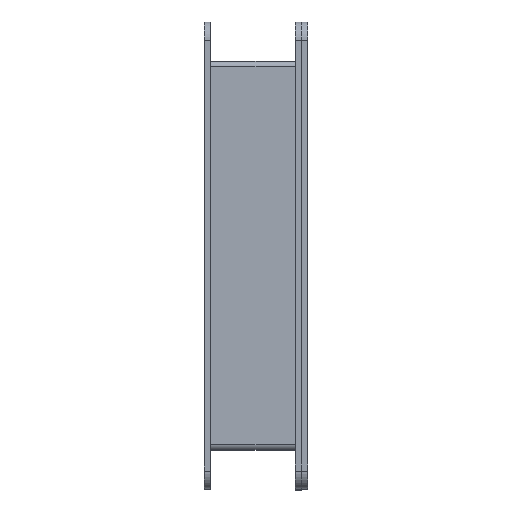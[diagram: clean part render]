
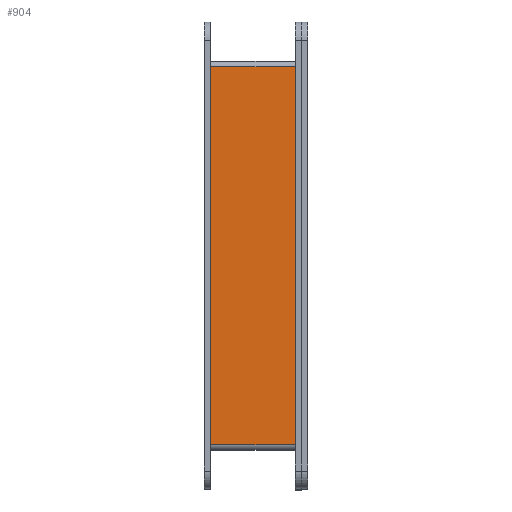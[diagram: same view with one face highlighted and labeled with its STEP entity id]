
A CAD part, top view. The second image highlights one B-rep face of the part: STEP entity #904.
In plain terms, the highlighted planar face has unit normal (0, 0, 1).
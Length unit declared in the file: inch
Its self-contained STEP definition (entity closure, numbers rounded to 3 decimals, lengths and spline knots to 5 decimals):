
#177 = ORIENTED_EDGE ( 'NONE', *, *, #1256, .F. ) ;
#188 = LINE ( 'NONE', #2294, #2356 ) ;
#741 = VERTEX_POINT ( 'NONE', #3053 ) ;
#849 = EDGE_CURVE ( 'NONE', #2546, #2713, #188, .T. ) ;
#898 = VECTOR ( 'NONE', #2873, 39.37008 ) ;
#904 = ADVANCED_FACE ( 'NONE', ( #2314 ), #1554, .F. ) ;
#987 = CARTESIAN_POINT ( 'NONE',  ( -0.875, -3.892, 4. ) ) ;
#1147 = CARTESIAN_POINT ( 'NONE',  ( 0.875, 3.892, 4. ) ) ;
#1158 = DIRECTION ( 'NONE',  ( 0., 0., -1. ) ) ;
#1169 = VERTEX_POINT ( 'NONE', #1147 ) ;
#1256 = EDGE_CURVE ( 'NONE', #2713, #1169, #1672, .T. ) ;
#1332 = DIRECTION ( 'NONE',  ( 0., 1., 0. ) ) ;
#1373 = EDGE_LOOP ( 'NONE', ( #177, #2855, #3806, #3190 ) ) ;
#1401 = EDGE_CURVE ( 'NONE', #741, #1169, #3384, .T. ) ;
#1436 = AXIS2_PLACEMENT_3D ( 'NONE', #1725, #1158, #2738 ) ;
#1510 = LINE ( 'NONE', #3273, #3307 ) ;
#1554 = PLANE ( 'NONE',  #1436 ) ;
#1581 = VECTOR ( 'NONE', #1332, 39.37008 ) ;
#1672 = LINE ( 'NONE', #3805, #898 ) ;
#1725 = CARTESIAN_POINT ( 'NONE',  ( -0.875, -4., 4. ) ) ;
#2239 = CARTESIAN_POINT ( 'NONE',  ( 0.875, 3.927, 4. ) ) ;
#2294 = CARTESIAN_POINT ( 'NONE',  ( -0.875, 4., 4. ) ) ;
#2303 = CARTESIAN_POINT ( 'NONE',  ( -0.875, 3.892, 4. ) ) ;
#2314 = FACE_OUTER_BOUND ( 'NONE', #1373, .T. ) ;
#2356 = VECTOR ( 'NONE', #3479, 39.37008 ) ;
#2546 = VERTEX_POINT ( 'NONE', #987 ) ;
#2656 = DIRECTION ( 'NONE',  ( -1., 0., 0. ) ) ;
#2713 = VERTEX_POINT ( 'NONE', #2303 ) ;
#2738 = DIRECTION ( 'NONE',  ( 0., 1., 0. ) ) ;
#2850 = EDGE_CURVE ( 'NONE', #741, #2546, #1510, .T. ) ;
#2855 = ORIENTED_EDGE ( 'NONE', *, *, #849, .F. ) ;
#2873 = DIRECTION ( 'NONE',  ( 1., 0., 0. ) ) ;
#3053 = CARTESIAN_POINT ( 'NONE',  ( 0.875, -3.892, 4. ) ) ;
#3190 = ORIENTED_EDGE ( 'NONE', *, *, #1401, .T. ) ;
#3273 = CARTESIAN_POINT ( 'NONE',  ( -0.875, -3.892, 4. ) ) ;
#3307 = VECTOR ( 'NONE', #2656, 39.37008 ) ;
#3384 = LINE ( 'NONE', #2239, #1581 ) ;
#3479 = DIRECTION ( 'NONE',  ( 0., 1., 0. ) ) ;
#3805 = CARTESIAN_POINT ( 'NONE',  ( -0.875, 3.892, 4. ) ) ;
#3806 = ORIENTED_EDGE ( 'NONE', *, *, #2850, .F. ) ;
